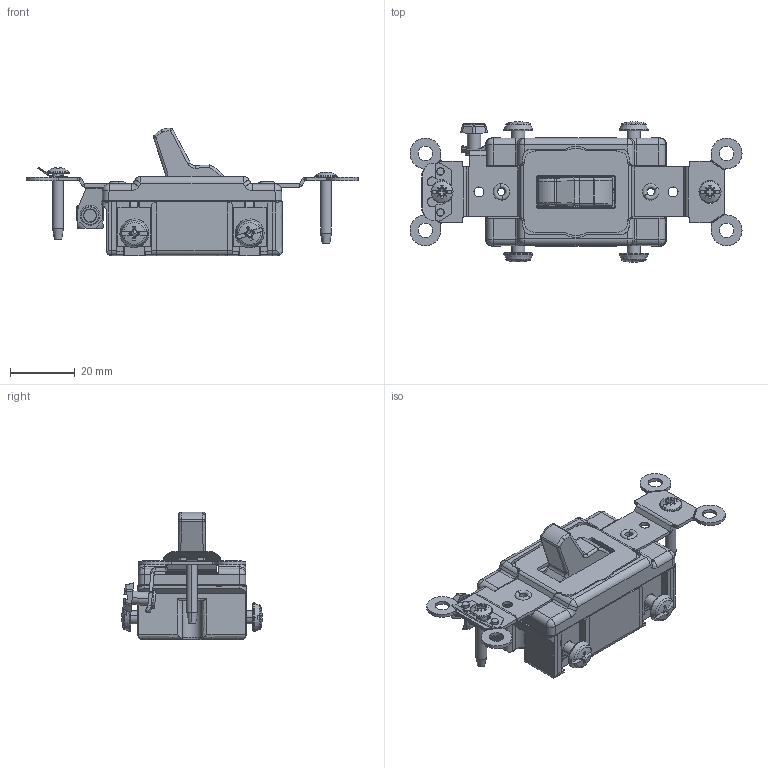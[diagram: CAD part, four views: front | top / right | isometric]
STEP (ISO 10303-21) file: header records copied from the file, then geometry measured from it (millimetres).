
FILE_DESCRIPTION (( 'STEP AP214' ), '1' );
FILE_NAME ('CATSTD-01222-000-M01.STEP', '2020-02-12T16:17:56', ( '' ), ( '' ), 'SwSTEP 2.0', 'SolidWorks 2017', '' );
FILE_SCHEMA (( 'AUTOMOTIVE_DESIGN' ));
Length unit declared in the file: inch
Products named in the file (1): CATSTD-01222-000-M01
Bounding box: 102.88 x 43.4 x 39.5 mm (x, y, z)
Surface area: 18215.4 mm2 (no closed solid volume)
Topology: 0 solids, 78 shells, 1292 faces, 6547 edges, 5191 vertices
Faces by surface type: plane 763, cylinder 279, bspline 114, cone 69, torus 40, sphere 27
Entity records: 88847 total; most frequent: CARTESIAN_POINT 23851, ORIENTED_EDGE 9204, DIRECTION 8880, EDGE_CURVE 6527, VERTEX_POINT 5191, LINE 4488, VECTOR 4488, AXIS2_PLACEMENT_3D 2196
